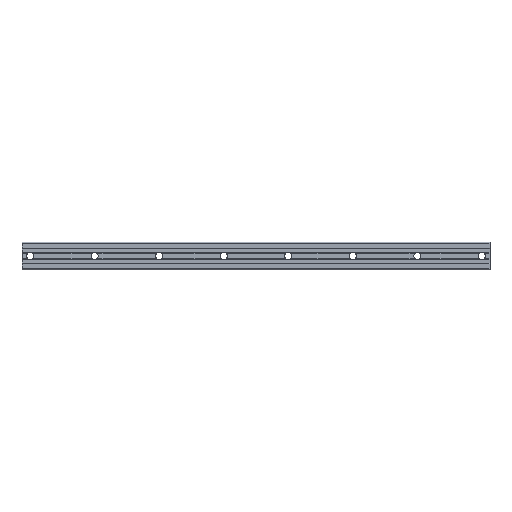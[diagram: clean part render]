
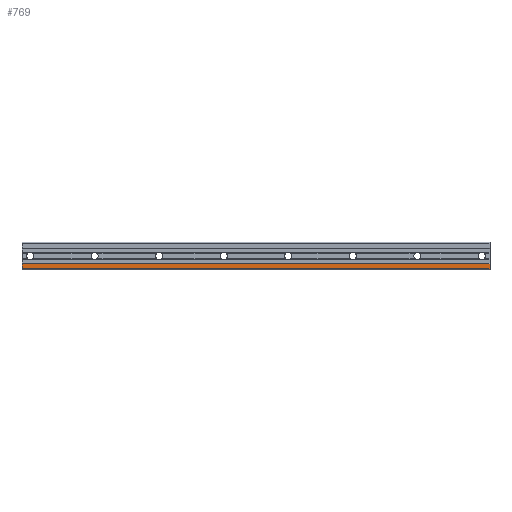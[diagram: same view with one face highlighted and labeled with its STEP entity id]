
A CAD part, front view. The second image highlights one B-rep face of the part: STEP entity #769.
In plain terms, the highlighted planar face has unit normal (0, -1, 0).
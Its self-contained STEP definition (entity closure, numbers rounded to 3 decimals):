
#305 = ORIENTED_EDGE ( 'NONE', *, *, #1628, .T. ) ;
#343 = LINE ( 'NONE', #2841, #2046 ) ;
#436 = DIRECTION ( 'NONE',  ( 0., 1., 0. ) ) ;
#708 = EDGE_CURVE ( 'NONE', #4245, #2081, #798, .T. ) ;
#722 = CARTESIAN_POINT ( 'NONE',  ( -10., 0., 16.739 ) ) ;
#769 = ADVANCED_FACE ( 'NONE', ( #1900 ), #907, .F. ) ;
#798 = LINE ( 'NONE', #722, #1811 ) ;
#847 = VECTOR ( 'NONE', #3972, 1000. ) ;
#907 = PLANE ( 'NONE',  #1362 ) ;
#1000 = CARTESIAN_POINT ( 'NONE',  ( 570., 0., -9.5 ) ) ;
#1320 = CARTESIAN_POINT ( 'NONE',  ( 570., 0., -15.5 ) ) ;
#1362 = AXIS2_PLACEMENT_3D ( 'NONE', #1574, #436, #4007 ) ;
#1574 = CARTESIAN_POINT ( 'NONE',  ( 570., 0., -9.5 ) ) ;
#1585 = CARTESIAN_POINT ( 'NONE',  ( 570., 0., -9.5 ) ) ;
#1628 = EDGE_CURVE ( 'NONE', #2081, #4393, #343, .T. ) ;
#1649 = EDGE_CURVE ( 'NONE', #4245, #3830, #3663, .T. ) ;
#1811 = VECTOR ( 'NONE', #3528, 1000. ) ;
#1816 = EDGE_CURVE ( 'NONE', #3830, #4393, #1892, .T. ) ;
#1892 = LINE ( 'NONE', #2920, #4285 ) ;
#1900 = FACE_OUTER_BOUND ( 'NONE', #3189, .T. ) ;
#2046 = VECTOR ( 'NONE', #4203, 1000. ) ;
#2081 = VERTEX_POINT ( 'NONE', #3636 ) ;
#2799 = ORIENTED_EDGE ( 'NONE', *, *, #1816, .F. ) ;
#2841 = CARTESIAN_POINT ( 'NONE',  ( 570., 0., -15.5 ) ) ;
#2920 = CARTESIAN_POINT ( 'NONE',  ( 570., 0., 16.739 ) ) ;
#3090 = ORIENTED_EDGE ( 'NONE', *, *, #1649, .F. ) ;
#3189 = EDGE_LOOP ( 'NONE', ( #305, #2799, #3090, #3897 ) ) ;
#3528 = DIRECTION ( 'NONE',  ( 0., 0., -1. ) ) ;
#3636 = CARTESIAN_POINT ( 'NONE',  ( -10., 0., -15.5 ) ) ;
#3663 = LINE ( 'NONE', #1585, #847 ) ;
#3830 = VERTEX_POINT ( 'NONE', #1000 ) ;
#3897 = ORIENTED_EDGE ( 'NONE', *, *, #708, .T. ) ;
#3972 = DIRECTION ( 'NONE',  ( 1., 0., 0. ) ) ;
#4007 = DIRECTION ( 'NONE',  ( 0., 0., 1. ) ) ;
#4203 = DIRECTION ( 'NONE',  ( 1., 0., 0. ) ) ;
#4245 = VERTEX_POINT ( 'NONE', #4384 ) ;
#4285 = VECTOR ( 'NONE', #4325, 1000. ) ;
#4325 = DIRECTION ( 'NONE',  ( 0., 0., -1. ) ) ;
#4384 = CARTESIAN_POINT ( 'NONE',  ( -10., 0., -9.5 ) ) ;
#4393 = VERTEX_POINT ( 'NONE', #1320 ) ;
